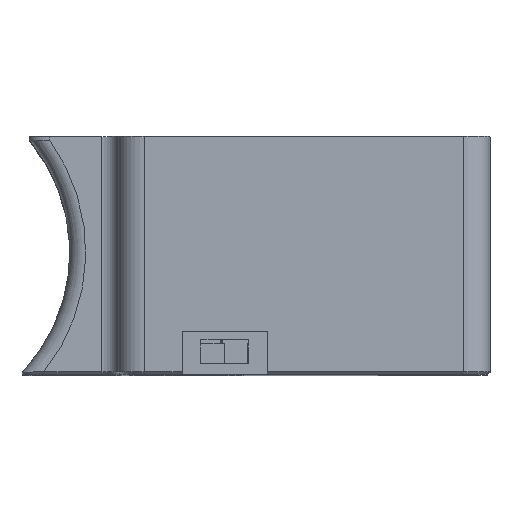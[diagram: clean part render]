
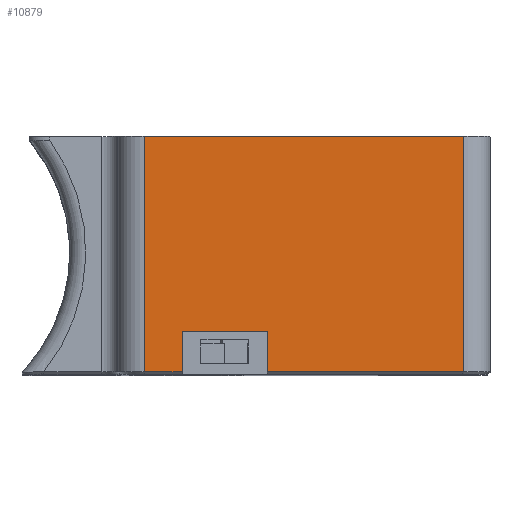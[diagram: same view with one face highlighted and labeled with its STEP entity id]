
A CAD part, top view. The second image highlights one B-rep face of the part: STEP entity #10879.
In plain terms, the highlighted planar face has unit normal (0, 0, 1).
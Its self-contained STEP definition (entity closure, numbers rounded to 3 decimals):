
#360=LINE('',#15744,#1654);
#1118=LINE('',#17808,#2412);
#1163=LINE('',#17899,#2457);
#1165=LINE('',#17903,#2459);
#1166=LINE('',#17904,#2460);
#1167=LINE('',#17906,#2461);
#1168=LINE('',#17908,#2462);
#1169=LINE('',#17909,#2463);
#1654=VECTOR('',#12199,10.);
#2412=VECTOR('',#13853,10.);
#2457=VECTOR('',#13926,10.);
#2459=VECTOR('',#13930,10.);
#2460=VECTOR('',#13931,10.);
#2461=VECTOR('',#13932,10.);
#2462=VECTOR('',#13933,10.);
#2463=VECTOR('',#13934,10.);
#3062=PLANE('',#11644);
#3576=FACE_OUTER_BOUND('',#4189,.T.);
#4189=EDGE_LOOP('',(#9181,#9182,#9183,#9184,#9185,#9186,#9187,#9188));
#4932=VERTEX_POINT('',#15741);
#4933=VERTEX_POINT('',#15743);
#5569=VERTEX_POINT('',#17806);
#5600=VERTEX_POINT('',#17896);
#5601=VERTEX_POINT('',#17898);
#5602=VERTEX_POINT('',#17902);
#5603=VERTEX_POINT('',#17905);
#5604=VERTEX_POINT('',#17907);
#5971=EDGE_CURVE('',#4932,#4933,#360,.T.);
#6895=EDGE_CURVE('',#5569,#4932,#1118,.T.);
#6940=EDGE_CURVE('',#5601,#5600,#1163,.T.);
#6942=EDGE_CURVE('',#5602,#5569,#1165,.T.);
#6943=EDGE_CURVE('',#5602,#5601,#1166,.T.);
#6944=EDGE_CURVE('',#5600,#5603,#1167,.T.);
#6945=EDGE_CURVE('',#5604,#5603,#1168,.T.);
#6946=EDGE_CURVE('',#4933,#5604,#1169,.T.);
#9181=ORIENTED_EDGE('',*,*,#6895,.F.);
#9182=ORIENTED_EDGE('',*,*,#6942,.F.);
#9183=ORIENTED_EDGE('',*,*,#6943,.T.);
#9184=ORIENTED_EDGE('',*,*,#6940,.T.);
#9185=ORIENTED_EDGE('',*,*,#6944,.T.);
#9186=ORIENTED_EDGE('',*,*,#6945,.F.);
#9187=ORIENTED_EDGE('',*,*,#6946,.F.);
#9188=ORIENTED_EDGE('',*,*,#5971,.F.);
#10879=ADVANCED_FACE('',(#3576),#3062,.T.);
#11644=AXIS2_PLACEMENT_3D('',#17901,#13928,#13929);
#12199=DIRECTION('',(1.,0.,0.));
#13853=DIRECTION('',(0.,1.,0.));
#13926=DIRECTION('',(1.,0.,0.));
#13928=DIRECTION('center_axis',(0.,0.,1.));
#13929=DIRECTION('ref_axis',(-1.,0.,0.));
#13930=DIRECTION('',(-1.,0.,0.));
#13931=DIRECTION('',(0.,1.,0.));
#13932=DIRECTION('',(0.,-1.,0.));
#13933=DIRECTION('',(-1.,0.,0.));
#13934=DIRECTION('',(0.,-1.,0.));
#15741=CARTESIAN_POINT('',(5.,42.75,127.5));
#15743=CARTESIAN_POINT('',(65.,42.75,127.5));
#15744=CARTESIAN_POINT('',(42.5,42.75,127.5));
#17806=CARTESIAN_POINT('',(5.,-1.5,127.5));
#17808=CARTESIAN_POINT('',(5.,0.,127.5));
#17896=CARTESIAN_POINT('',(28.141,6.147,127.5));
#17898=CARTESIAN_POINT('',(12.141,6.147,127.5));
#17899=CARTESIAN_POINT('',(27.32,6.147,127.5));
#17901=CARTESIAN_POINT('Origin',(42.5,0.,127.5));
#17902=CARTESIAN_POINT('',(12.141,-1.5,127.5));
#17903=CARTESIAN_POINT('',(38.75,-1.5,127.5));
#17904=CARTESIAN_POINT('',(12.141,-1.027,127.5));
#17905=CARTESIAN_POINT('',(28.141,-1.5,127.5));
#17906=CARTESIAN_POINT('',(28.141,3.073,127.5));
#17907=CARTESIAN_POINT('',(65.,-1.5,127.5));
#17908=CARTESIAN_POINT('',(38.75,-1.5,127.5));
#17909=CARTESIAN_POINT('',(65.,0.,127.5));
